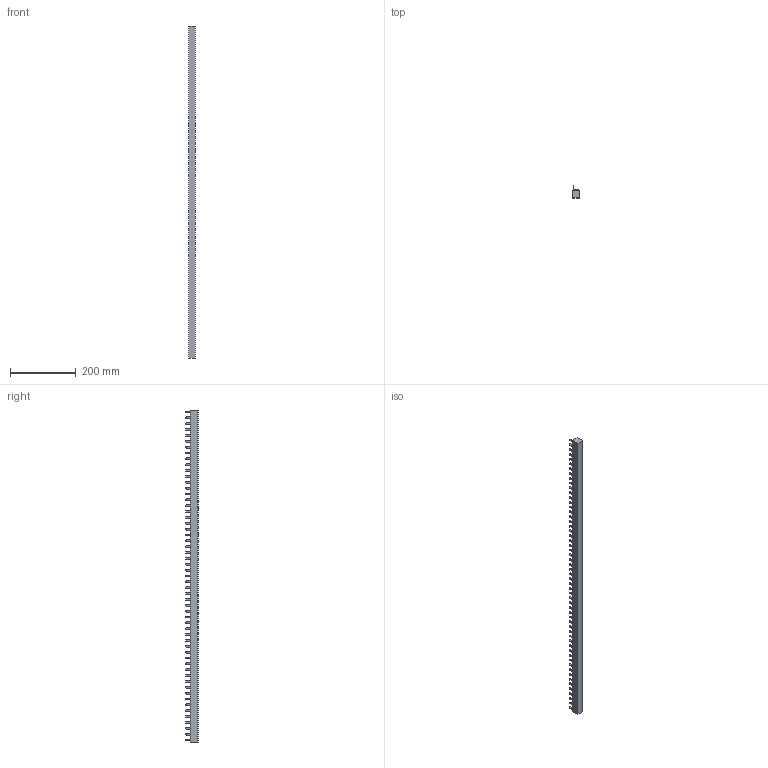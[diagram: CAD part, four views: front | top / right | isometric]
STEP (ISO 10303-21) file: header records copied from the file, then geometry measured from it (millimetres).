
FILE_DESCRIPTION(/* description */ ('STEP AP214'),/* implementation_level */ '2;1');
FILE_NAME(/* name */ '1492-A3B8',/* time_stamp */ '2023-02-21T14:51:11+01:00',/* author */ ('License CC BY-ND 4.0'),/* organization */ ('CADENAS'),/* preprocessor_version */ 'ST-DEVELOPER v18.102',/* originating_system */ 'PARTsolutions',/* authorisation */ ' ');
FILE_SCHEMA (('AUTOMOTIVE_DESIGN {1 0 10303 214 3 1 1}'));
Length unit declared in the file: millimetre
Products named in the file (1): 1492-A3B8
Bounding box: 21.2 x 36.5 x 1009 mm (x, y, z)
Volume: 500984.2 mm3; surface area: 101428.5 mm2
Topology: 1 solids, 1 shells, 580 faces, 1563 edges, 1042 vertices
Faces by surface type: plane 329, cylinder 251
Entity records: 18319 total; most frequent: DIRECTION 3227, CARTESIAN_POINT 3186, ORIENTED_EDGE 3126, EDGE_CURVE 1563, AXIS2_PLACEMENT_3D 1083, LINE 1061, VECTOR 1061, VERTEX_POINT 1042
